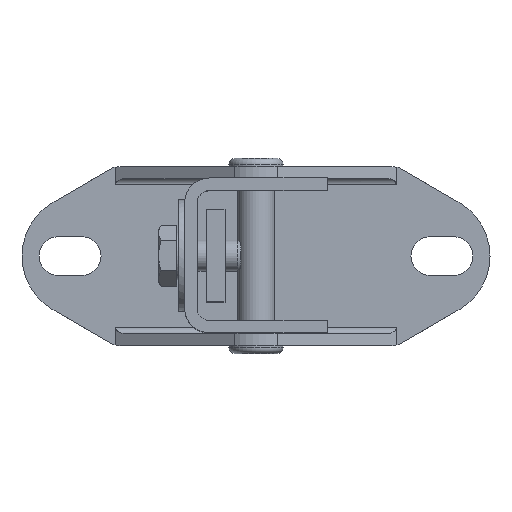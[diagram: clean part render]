
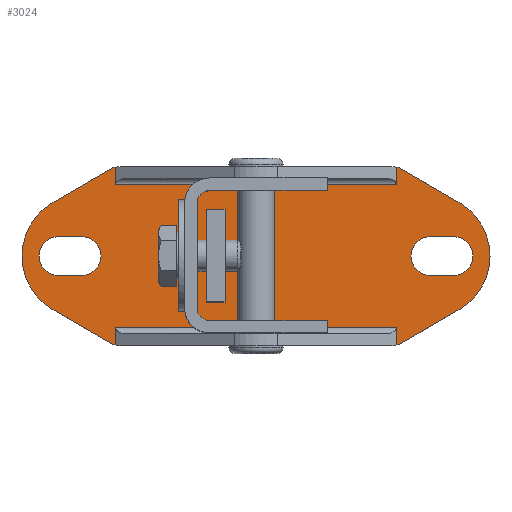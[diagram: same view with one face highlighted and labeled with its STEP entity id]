
A CAD part, top view. The second image highlights one B-rep face of the part: STEP entity #3024.
In plain terms, the highlighted planar face has unit normal (0, 0, 1).
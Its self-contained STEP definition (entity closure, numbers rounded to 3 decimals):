
#2340=CARTESIAN_POINT('',(63.75,-6.25,4.0));
#2341=VERTEX_POINT('',#2340);
#2348=CARTESIAN_POINT('',(63.75,6.25,4.0));
#2349=VERTEX_POINT('',#2348);
#2350=CARTESIAN_POINT('',(63.75,0.,4.0));
#2351=DIRECTION('',(0.0,0.0,-1.0));
#2352=DIRECTION('',(0.0,-1.0,0.0));
#2353=AXIS2_PLACEMENT_3D('',#2350,#2351,#2352);
#2354=CIRCLE('',#2353,6.25);
#2355=EDGE_CURVE('',#2349,#2341,#2354,.T.);
#2379=CARTESIAN_POINT('',(56.25,-6.25,4.0));
#2380=VERTEX_POINT('',#2379);
#2387=CARTESIAN_POINT('',(63.75,-6.25,4.0));
#2388=DIRECTION('',(-1.0,0.0,0.0));
#2389=VECTOR('',#2388,7.5);
#2390=LINE('',#2387,#2389);
#2391=EDGE_CURVE('',#2341,#2380,#2390,.T.);
#2432=CARTESIAN_POINT('',(56.25,6.25,4.0));
#2433=VERTEX_POINT('',#2432);
#2440=CARTESIAN_POINT('',(56.25,0.,4.0));
#2441=DIRECTION('',(0.0,0.0,-1.0));
#2442=DIRECTION('',(0.0,1.0,0.0));
#2443=AXIS2_PLACEMENT_3D('',#2440,#2441,#2442);
#2444=CIRCLE('',#2443,6.25);
#2445=EDGE_CURVE('',#2380,#2433,#2444,.T.);
#2463=CARTESIAN_POINT('',(56.25,6.25,4.0));
#2464=DIRECTION('',(1.0,0.0,0.0));
#2465=VECTOR('',#2464,7.5);
#2466=LINE('',#2463,#2465);
#2467=EDGE_CURVE('',#2433,#2349,#2466,.T.);
#2489=CARTESIAN_POINT('',(-63.75,6.25,4.0));
#2490=VERTEX_POINT('',#2489);
#2497=CARTESIAN_POINT('',(-63.75,-6.25,4.0));
#2498=VERTEX_POINT('',#2497);
#2499=CARTESIAN_POINT('',(-63.75,0.,4.0));
#2500=DIRECTION('',(0.0,0.0,-1.0));
#2501=DIRECTION('',(0.0,-1.0,0.0));
#2502=AXIS2_PLACEMENT_3D('',#2499,#2500,#2501);
#2503=CIRCLE('',#2502,6.25);
#2504=EDGE_CURVE('',#2498,#2490,#2503,.T.);
#2529=CARTESIAN_POINT('',(-56.25,-6.25,4.0));
#2530=VERTEX_POINT('',#2529);
#2531=CARTESIAN_POINT('',(-56.25,-6.25,4.0));
#2532=DIRECTION('',(-1.0,0.0,0.0));
#2533=VECTOR('',#2532,7.5);
#2534=LINE('',#2531,#2533);
#2535=EDGE_CURVE('',#2530,#2498,#2534,.T.);
#2561=CARTESIAN_POINT('',(-56.25,6.25,4.0));
#2562=VERTEX_POINT('',#2561);
#2563=CARTESIAN_POINT('',(-56.25,0.,4.0));
#2564=DIRECTION('',(0.0,0.0,-1.0));
#2565=DIRECTION('',(0.0,1.0,0.0));
#2566=AXIS2_PLACEMENT_3D('',#2563,#2564,#2565);
#2567=CIRCLE('',#2566,6.25);
#2568=EDGE_CURVE('',#2562,#2530,#2567,.T.);
#2591=CARTESIAN_POINT('',(-63.75,6.25,4.0));
#2592=DIRECTION('',(1.0,0.0,0.0));
#2593=VECTOR('',#2592,7.5);
#2594=LINE('',#2591,#2593);
#2595=EDGE_CURVE('',#2490,#2562,#2594,.T.);
#2705=CARTESIAN_POINT('',(-45.271,28.657,4.));
#2706=VERTEX_POINT('',#2705);
#2714=CARTESIAN_POINT('',(-45.271,23.,4.0));
#2715=VERTEX_POINT('',#2714);
#2716=CARTESIAN_POINT('',(-45.271,23.,4.));
#2717=DIRECTION('',(0.0,1.0,0.0));
#2718=VECTOR('',#2717,5.657);
#2719=LINE('',#2716,#2718);
#2720=EDGE_CURVE('',#2715,#2706,#2719,.T.);
#2781=CARTESIAN_POINT('',(-45.271,-23.,4.0));
#2782=VERTEX_POINT('',#2781);
#2790=CARTESIAN_POINT('',(-45.271,-28.657,4.));
#2791=VERTEX_POINT('',#2790);
#2792=CARTESIAN_POINT('',(-45.271,-28.657,4.));
#2793=DIRECTION('',(0.0,1.0,0.0));
#2794=VECTOR('',#2793,5.657);
#2795=LINE('',#2792,#2794);
#2796=EDGE_CURVE('',#2791,#2782,#2795,.T.);
#2857=CARTESIAN_POINT('',(45.271,28.657,4.));
#2858=VERTEX_POINT('',#2857);
#2866=CARTESIAN_POINT('',(45.865,28.657,4.0));
#2867=VERTEX_POINT('',#2866);
#2868=CARTESIAN_POINT('',(45.271,28.657,4.0));
#2869=DIRECTION('',(1.0,0.0,0.0));
#2870=VECTOR('',#2869,0.594);
#2871=LINE('',#2868,#2870);
#2872=EDGE_CURVE('',#2858,#2867,#2871,.T.);
#2891=CARTESIAN_POINT('',(-45.865,28.657,4.0));
#2892=VERTEX_POINT('',#2891);
#2900=CARTESIAN_POINT('',(-45.865,28.657,4.0));
#2901=DIRECTION('',(1.0,0.0,0.0));
#2902=VECTOR('',#2901,0.594);
#2903=LINE('',#2900,#2902);
#2904=EDGE_CURVE('',#2892,#2706,#2903,.T.);
#2909=CARTESIAN_POINT('',(0.,0.,4.0));
#2910=DIRECTION('',(0.0,0.0,1.0));
#2911=DIRECTION('',(1.0,0.0,0.0));
#2912=AXIS2_PLACEMENT_3D('',#2909,#2910,#2911);
#2913=PLANE('',#2912);
#2914=ORIENTED_EDGE('',*,*,#2904,.F.);
#2915=CARTESIAN_POINT('',(-65.5,17.321,4.0));
#2916=VERTEX_POINT('',#2915);
#2917=CARTESIAN_POINT('',(-45.865,28.657,4.0));
#2918=DIRECTION('',(-0.866,-0.5,0.0));
#2919=VECTOR('',#2918,22.673);
#2920=LINE('',#2917,#2919);
#2921=EDGE_CURVE('',#2892,#2916,#2920,.T.);
#2922=ORIENTED_EDGE('',*,*,#2921,.T.);
#2923=CARTESIAN_POINT('',(-65.5,-17.321,4.0));
#2924=VERTEX_POINT('',#2923);
#2925=CARTESIAN_POINT('',(-55.5,0.,4.0));
#2926=DIRECTION('',(0.0,0.0,-1.0));
#2927=DIRECTION('',(-1.0,0.0,0.0));
#2928=AXIS2_PLACEMENT_3D('',#2925,#2926,#2927);
#2929=CIRCLE('',#2928,20.0);
#2930=EDGE_CURVE('',#2924,#2916,#2929,.T.);
#2931=ORIENTED_EDGE('',*,*,#2930,.F.);
#2932=CARTESIAN_POINT('',(-45.865,-28.657,4.0));
#2933=VERTEX_POINT('',#2932);
#2934=CARTESIAN_POINT('',(-65.5,-17.321,4.0));
#2935=DIRECTION('',(0.866,-0.5,0.0));
#2936=VECTOR('',#2935,22.673);
#2937=LINE('',#2934,#2936);
#2938=EDGE_CURVE('',#2924,#2933,#2937,.T.);
#2939=ORIENTED_EDGE('',*,*,#2938,.T.);
#2940=CARTESIAN_POINT('',(-45.271,-28.657,4.0));
#2941=DIRECTION('',(-1.0,0.0,0.0));
#2942=VECTOR('',#2941,0.594);
#2943=LINE('',#2940,#2942);
#2944=EDGE_CURVE('',#2791,#2933,#2943,.T.);
#2945=ORIENTED_EDGE('',*,*,#2944,.F.);
#2946=ORIENTED_EDGE('',*,*,#2796,.T.);
#2947=CARTESIAN_POINT('',(45.271,-23.0,4.0));
#2948=VERTEX_POINT('',#2947);
#2949=CARTESIAN_POINT('',(45.271,-23.0,4.0));
#2950=DIRECTION('',(-1.0,0.0,0.0));
#2951=VECTOR('',#2950,90.541);
#2952=LINE('',#2949,#2951);
#2953=EDGE_CURVE('',#2948,#2782,#2952,.T.);
#2954=ORIENTED_EDGE('',*,*,#2953,.F.);
#2955=CARTESIAN_POINT('',(45.271,-28.657,4.));
#2956=VERTEX_POINT('',#2955);
#2957=CARTESIAN_POINT('',(45.271,-23.0,4.));
#2958=DIRECTION('',(0.0,-1.0,0.0));
#2959=VECTOR('',#2958,5.657);
#2960=LINE('',#2957,#2959);
#2961=EDGE_CURVE('',#2948,#2956,#2960,.T.);
#2962=ORIENTED_EDGE('',*,*,#2961,.T.);
#2963=CARTESIAN_POINT('',(45.865,-28.657,4.0));
#2964=VERTEX_POINT('',#2963);
#2965=CARTESIAN_POINT('',(45.865,-28.657,4.0));
#2966=DIRECTION('',(-1.0,0.0,0.0));
#2967=VECTOR('',#2966,0.594);
#2968=LINE('',#2965,#2967);
#2969=EDGE_CURVE('',#2964,#2956,#2968,.T.);
#2970=ORIENTED_EDGE('',*,*,#2969,.F.);
#2971=CARTESIAN_POINT('',(65.5,-17.321,4.0));
#2972=VERTEX_POINT('',#2971);
#2973=CARTESIAN_POINT('',(45.865,-28.657,4.0));
#2974=DIRECTION('',(0.866,0.5,0.0));
#2975=VECTOR('',#2974,22.673);
#2976=LINE('',#2973,#2975);
#2977=EDGE_CURVE('',#2964,#2972,#2976,.T.);
#2978=ORIENTED_EDGE('',*,*,#2977,.T.);
#2979=CARTESIAN_POINT('',(65.5,17.321,4.0));
#2980=VERTEX_POINT('',#2979);
#2981=CARTESIAN_POINT('',(55.5,0.,4.0));
#2982=DIRECTION('',(0.0,0.0,-1.0));
#2983=DIRECTION('',(1.0,0.0,0.0));
#2984=AXIS2_PLACEMENT_3D('',#2981,#2982,#2983);
#2985=CIRCLE('',#2984,20.0);
#2986=EDGE_CURVE('',#2980,#2972,#2985,.T.);
#2987=ORIENTED_EDGE('',*,*,#2986,.F.);
#2988=CARTESIAN_POINT('',(65.5,17.321,4.0));
#2989=DIRECTION('',(-0.866,0.5,0.0));
#2990=VECTOR('',#2989,22.673);
#2991=LINE('',#2988,#2990);
#2992=EDGE_CURVE('',#2980,#2867,#2991,.T.);
#2993=ORIENTED_EDGE('',*,*,#2992,.T.);
#2994=ORIENTED_EDGE('',*,*,#2872,.F.);
#2995=CARTESIAN_POINT('',(45.271,23.0,4.0));
#2996=VERTEX_POINT('',#2995);
#2997=CARTESIAN_POINT('',(45.271,28.657,4.));
#2998=DIRECTION('',(0.0,-1.0,0.0));
#2999=VECTOR('',#2998,5.657);
#3000=LINE('',#2997,#2999);
#3001=EDGE_CURVE('',#2858,#2996,#3000,.T.);
#3002=ORIENTED_EDGE('',*,*,#3001,.T.);
#3003=CARTESIAN_POINT('',(-45.271,23.,4.0));
#3004=DIRECTION('',(1.0,0.0,0.0));
#3005=VECTOR('',#3004,90.541);
#3006=LINE('',#3003,#3005);
#3007=EDGE_CURVE('',#2715,#2996,#3006,.T.);
#3008=ORIENTED_EDGE('',*,*,#3007,.F.);
#3009=ORIENTED_EDGE('',*,*,#2720,.T.);
#3010=EDGE_LOOP('',(#2914,#2922,#2931,#2939,#2945,#2946,#2954,#2962,#2970,#2978,#2987,#2993,#2994,#3002,#3008,#3009));
#3011=FACE_OUTER_BOUND('',#3010,.T.);
#3012=ORIENTED_EDGE('',*,*,#2355,.T.);
#3013=ORIENTED_EDGE('',*,*,#2391,.T.);
#3014=ORIENTED_EDGE('',*,*,#2445,.T.);
#3015=ORIENTED_EDGE('',*,*,#2467,.T.);
#3016=EDGE_LOOP('',(#3012,#3013,#3014,#3015));
#3017=FACE_BOUND('',#3016,.T.);
#3018=ORIENTED_EDGE('',*,*,#2568,.T.);
#3019=ORIENTED_EDGE('',*,*,#2535,.T.);
#3020=ORIENTED_EDGE('',*,*,#2504,.T.);
#3021=ORIENTED_EDGE('',*,*,#2595,.T.);
#3022=EDGE_LOOP('',(#3018,#3019,#3020,#3021));
#3023=FACE_BOUND('',#3022,.T.);
#3024=ADVANCED_FACE('',(#3011,#3017,#3023),#2913,.T.);
